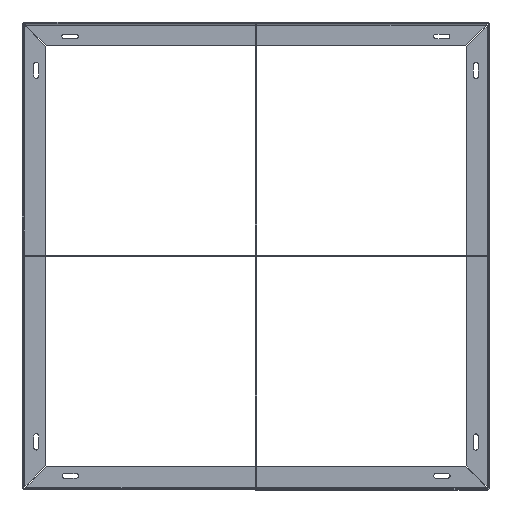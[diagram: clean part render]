
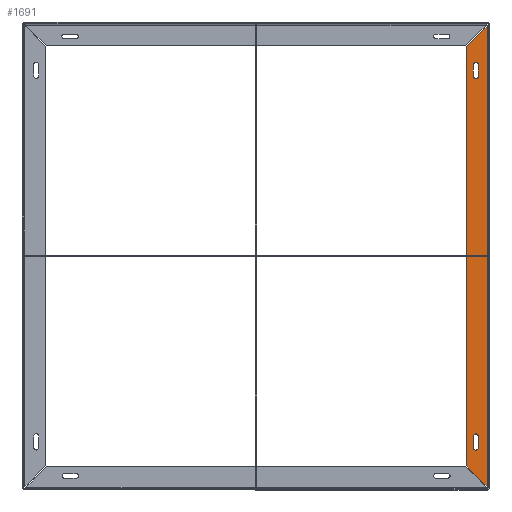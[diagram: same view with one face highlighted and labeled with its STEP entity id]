
A CAD part, top view. The second image highlights one B-rep face of the part: STEP entity #1691.
In plain terms, the highlighted planar face has unit normal (0, 0, 1).
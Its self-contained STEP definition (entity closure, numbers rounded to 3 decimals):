
#19 = CIRCLE ( 'NONE', #4574, 5. ) ;
#26 = VERTEX_POINT ( 'NONE', #3029 ) ;
#54 = DIRECTION ( 'NONE',  ( 0., -1., 0. ) ) ;
#64 = CARTESIAN_POINT ( 'NONE',  ( 25., 87.5, -3. ) ) ;
#77 = CARTESIAN_POINT ( 'NONE',  ( 25., 0., -3. ) ) ;
#150 = VECTOR ( 'NONE', #1168, 1000. ) ;
#193 = CARTESIAN_POINT ( 'NONE',  ( 497.793, 497.793, -3. ) ) ;
#214 = VERTEX_POINT ( 'NONE', #3133 ) ;
#228 = EDGE_CURVE ( 'NONE', #5167, #482, #5251, .T. ) ;
#269 = CARTESIAN_POINT ( 'NONE',  ( 30., 907.086, -3. ) ) ;
#354 = ORIENTED_EDGE ( 'NONE', *, *, #3859, .T. ) ;
#359 = AXIS2_PLACEMENT_3D ( 'NONE', #269, #5394, #3663 ) ;
#404 = AXIS2_PLACEMENT_3D ( 'NONE', #1654, #5145, #810 ) ;
#438 = ORIENTED_EDGE ( 'NONE', *, *, #2939, .T. ) ;
#474 = VERTEX_POINT ( 'NONE', #511 ) ;
#482 = VERTEX_POINT ( 'NONE', #4393 ) ;
#483 = EDGE_CURVE ( 'NONE', #474, #1995, #2742, .T. ) ;
#511 = CARTESIAN_POINT ( 'NONE',  ( 35., 907.086, -3. ) ) ;
#533 = DIRECTION ( 'NONE',  ( 0., 1., 0. ) ) ;
#578 = VERTEX_POINT ( 'NONE', #3964 ) ;
#588 = EDGE_LOOP ( 'NONE', ( #1592, #4602, #5116, #4728, #3023 ) ) ;
#633 = CARTESIAN_POINT ( 'NONE',  ( 35., 0., -3. ) ) ;
#726 = EDGE_CURVE ( 'NONE', #578, #474, #4626, .T. ) ;
#777 = LINE ( 'NONE', #3249, #150 ) ;
#810 = DIRECTION ( 'NONE',  ( -1., 0., 0. ) ) ;
#878 = CARTESIAN_POINT ( 'NONE',  ( 30., 112.5, -3. ) ) ;
#927 = DIRECTION ( 'NONE',  ( -1., 0., 0. ) ) ;
#1072 = FACE_OUTER_BOUND ( 'NONE', #5156, .T. ) ;
#1148 = AXIS2_PLACEMENT_3D ( 'NONE', #878, #3837, #1665 ) ;
#1168 = DIRECTION ( 'NONE',  ( 0.707, 0.707, 0. ) ) ;
#1226 = VERTEX_POINT ( 'NONE', #2786 ) ;
#1228 = CARTESIAN_POINT ( 'NONE',  ( 6., 5., -3. ) ) ;
#1256 = DIRECTION ( 'NONE',  ( -1., 0., 0. ) ) ;
#1282 = DIRECTION ( 'NONE',  ( 0., 0., -1. ) ) ;
#1292 = CIRCLE ( 'NONE', #1818, 5. ) ;
#1311 = DIRECTION ( 'NONE',  ( 0., 0., -1. ) ) ;
#1427 = FACE_BOUND ( 'NONE', #1704, .T. ) ;
#1435 = CARTESIAN_POINT ( 'NONE',  ( 35., 882.086, -3. ) ) ;
#1461 = CARTESIAN_POINT ( 'NONE',  ( 35., 0., -3. ) ) ;
#1497 = CARTESIAN_POINT ( 'NONE',  ( 50., 0., -3. ) ) ;
#1592 = ORIENTED_EDGE ( 'NONE', *, *, #3929, .T. ) ;
#1612 = VECTOR ( 'NONE', #3044, 1000. ) ;
#1644 = EDGE_CURVE ( 'NONE', #1995, #214, #19, .T. ) ;
#1654 = CARTESIAN_POINT ( 'NONE',  ( 30., 87.5, -3. ) ) ;
#1665 = DIRECTION ( 'NONE',  ( -1., 0., 0. ) ) ;
#1691 = ADVANCED_FACE ( 'NONE', ( #1427, #4065, #1072 ), #1973, .F. ) ;
#1704 = EDGE_LOOP ( 'NONE', ( #2478, #2010, #2834, #438, #1881 ) ) ;
#1720 = CARTESIAN_POINT ( 'NONE',  ( 35., 112.5, -3. ) ) ;
#1736 = AXIS2_PLACEMENT_3D ( 'NONE', #2100, #3801, #5093 ) ;
#1813 = VERTEX_POINT ( 'NONE', #2430 ) ;
#1818 = AXIS2_PLACEMENT_3D ( 'NONE', #2105, #1311, #1256 ) ;
#1881 = ORIENTED_EDGE ( 'NONE', *, *, #726, .T. ) ;
#1885 = DIRECTION ( 'NONE',  ( -1., 0., 0. ) ) ;
#1973 = PLANE ( 'NONE',  #3405 ) ;
#1992 = VECTOR ( 'NONE', #5314, 1000. ) ;
#1995 = VERTEX_POINT ( 'NONE', #1435 ) ;
#2010 = ORIENTED_EDGE ( 'NONE', *, *, #1644, .T. ) ;
#2100 = CARTESIAN_POINT ( 'NONE',  ( 30., 112.5, -3. ) ) ;
#2105 = CARTESIAN_POINT ( 'NONE',  ( 30., 907.086, -3. ) ) ;
#2140 = EDGE_CURVE ( 'NONE', #2372, #5167, #2187, .T. ) ;
#2187 = CIRCLE ( 'NONE', #1148, 5. ) ;
#2272 = ORIENTED_EDGE ( 'NONE', *, *, #5462, .F. ) ;
#2310 = LINE ( 'NONE', #193, #4219 ) ;
#2354 = LINE ( 'NONE', #1497, #4668 ) ;
#2372 = VERTEX_POINT ( 'NONE', #5187 ) ;
#2430 = CARTESIAN_POINT ( 'NONE',  ( 25., 907.086, -3. ) ) ;
#2478 = ORIENTED_EDGE ( 'NONE', *, *, #483, .T. ) ;
#2617 = VERTEX_POINT ( 'NONE', #64 ) ;
#2699 = CARTESIAN_POINT ( 'NONE',  ( 0., 0., -3. ) ) ;
#2742 = LINE ( 'NONE', #1461, #3849 ) ;
#2786 = CARTESIAN_POINT ( 'NONE',  ( 50., 49., -3. ) ) ;
#2810 = CIRCLE ( 'NONE', #404, 5. ) ;
#2834 = ORIENTED_EDGE ( 'NONE', *, *, #4030, .T. ) ;
#2939 = EDGE_CURVE ( 'NONE', #1813, #578, #1292, .T. ) ;
#3023 = ORIENTED_EDGE ( 'NONE', *, *, #3318, .T. ) ;
#3028 = EDGE_CURVE ( 'NONE', #4473, #3326, #2310, .T. ) ;
#3029 = CARTESIAN_POINT ( 'NONE',  ( 25., 112.5, -3. ) ) ;
#3044 = DIRECTION ( 'NONE',  ( 0., -1., 0. ) ) ;
#3133 = CARTESIAN_POINT ( 'NONE',  ( 25., 882.086, -3. ) ) ;
#3196 = LINE ( 'NONE', #3659, #1992 ) ;
#3249 = CARTESIAN_POINT ( 'NONE',  ( 0.5, -0.5, -3. ) ) ;
#3314 = VERTEX_POINT ( 'NONE', #1228 ) ;
#3318 = EDGE_CURVE ( 'NONE', #482, #2617, #2810, .T. ) ;
#3326 = VERTEX_POINT ( 'NONE', #5480 ) ;
#3405 = AXIS2_PLACEMENT_3D ( 'NONE', #2699, #4835, #1885 ) ;
#3446 = CARTESIAN_POINT ( 'NONE',  ( 6., 989.586, -3. ) ) ;
#3541 = ORIENTED_EDGE ( 'NONE', *, *, #3028, .F. ) ;
#3617 = DIRECTION ( 'NONE',  ( 0.707, -0.707, 0. ) ) ;
#3659 = CARTESIAN_POINT ( 'NONE',  ( 25., 0., -3. ) ) ;
#3663 = DIRECTION ( 'NONE',  ( -1., 0., 0. ) ) ;
#3680 = LINE ( 'NONE', #5357, #4426 ) ;
#3801 = DIRECTION ( 'NONE',  ( 0., 0., -1. ) ) ;
#3837 = DIRECTION ( 'NONE',  ( 0., 0., -1. ) ) ;
#3849 = VECTOR ( 'NONE', #54, 1000. ) ;
#3859 = EDGE_CURVE ( 'NONE', #1226, #3326, #2354, .T. ) ;
#3929 = EDGE_CURVE ( 'NONE', #2617, #26, #3196, .T. ) ;
#3941 = ORIENTED_EDGE ( 'NONE', *, *, #5033, .T. ) ;
#3964 = CARTESIAN_POINT ( 'NONE',  ( 30., 912.086, -3. ) ) ;
#4024 = DIRECTION ( 'NONE',  ( 0., 1., 0. ) ) ;
#4030 = EDGE_CURVE ( 'NONE', #214, #1813, #5006, .T. ) ;
#4065 = FACE_BOUND ( 'NONE', #588, .T. ) ;
#4219 = VECTOR ( 'NONE', #3617, 1000. ) ;
#4385 = CARTESIAN_POINT ( 'NONE',  ( 30., 882.086, -3. ) ) ;
#4393 = CARTESIAN_POINT ( 'NONE',  ( 35., 87.5, -3. ) ) ;
#4426 = VECTOR ( 'NONE', #4528, 1000. ) ;
#4445 = EDGE_CURVE ( 'NONE', #26, #2372, #4688, .T. ) ;
#4473 = VERTEX_POINT ( 'NONE', #3446 ) ;
#4528 = DIRECTION ( 'NONE',  ( 0., 1., 0. ) ) ;
#4574 = AXIS2_PLACEMENT_3D ( 'NONE', #4385, #1282, #927 ) ;
#4602 = ORIENTED_EDGE ( 'NONE', *, *, #4445, .T. ) ;
#4626 = CIRCLE ( 'NONE', #359, 5. ) ;
#4668 = VECTOR ( 'NONE', #4024, 1000. ) ;
#4688 = CIRCLE ( 'NONE', #1736, 5. ) ;
#4728 = ORIENTED_EDGE ( 'NONE', *, *, #228, .T. ) ;
#4769 = VECTOR ( 'NONE', #533, 1000. ) ;
#4835 = DIRECTION ( 'NONE',  ( 0., 0., -1. ) ) ;
#5006 = LINE ( 'NONE', #77, #4769 ) ;
#5033 = EDGE_CURVE ( 'NONE', #3314, #1226, #777, .T. ) ;
#5093 = DIRECTION ( 'NONE',  ( -1., 0., 0. ) ) ;
#5116 = ORIENTED_EDGE ( 'NONE', *, *, #2140, .T. ) ;
#5145 = DIRECTION ( 'NONE',  ( 0., 0., -1. ) ) ;
#5156 = EDGE_LOOP ( 'NONE', ( #3541, #2272, #3941, #354 ) ) ;
#5167 = VERTEX_POINT ( 'NONE', #1720 ) ;
#5187 = CARTESIAN_POINT ( 'NONE',  ( 30., 117.5, -3. ) ) ;
#5251 = LINE ( 'NONE', #633, #1612 ) ;
#5314 = DIRECTION ( 'NONE',  ( 0., 1., 0. ) ) ;
#5357 = CARTESIAN_POINT ( 'NONE',  ( 6., 5., -3. ) ) ;
#5394 = DIRECTION ( 'NONE',  ( 0., 0., -1. ) ) ;
#5462 = EDGE_CURVE ( 'NONE', #3314, #4473, #3680, .T. ) ;
#5480 = CARTESIAN_POINT ( 'NONE',  ( 50., 945.586, -3. ) ) ;
